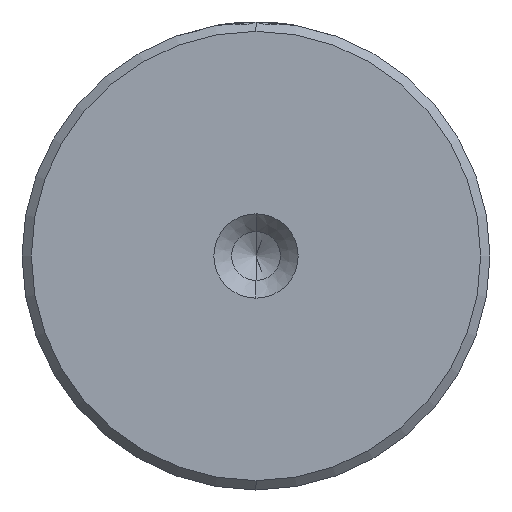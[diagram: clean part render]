
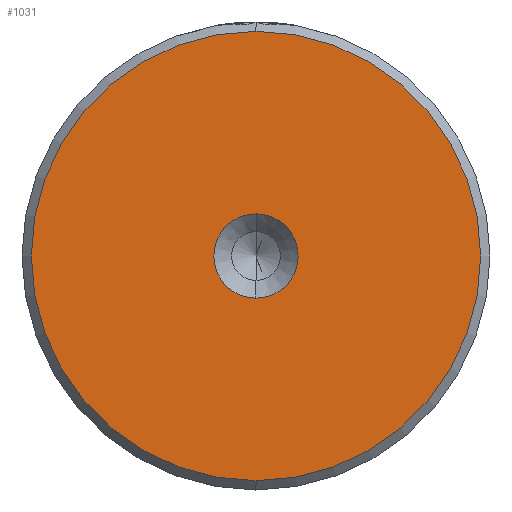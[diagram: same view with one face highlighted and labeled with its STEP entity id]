
A CAD part, left-side view. The second image highlights one B-rep face of the part: STEP entity #1031.
In plain terms, the highlighted planar face has unit normal (-1, 0, 0).
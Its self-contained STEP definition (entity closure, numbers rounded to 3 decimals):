
#3 = CARTESIAN_POINT ( 'NONE',  ( 0., 0., 0. ) ) ;
#77 = DIRECTION ( 'NONE',  ( 0., 0., 1. ) ) ;
#126 = EDGE_LOOP ( 'NONE', ( #567, #1952 ) ) ;
#204 = DIRECTION ( 'NONE',  ( 0., 0., 1. ) ) ;
#225 = EDGE_CURVE ( 'NONE', #610, #353, #1393, .T. ) ;
#301 = FACE_OUTER_BOUND ( 'NONE', #126, .T. ) ;
#303 = CARTESIAN_POINT ( 'NONE',  ( 0., 0., 0. ) ) ;
#353 = VERTEX_POINT ( 'NONE', #731 ) ;
#388 = ORIENTED_EDGE ( 'NONE', *, *, #1595, .F. ) ;
#432 = AXIS2_PLACEMENT_3D ( 'NONE', #3, #1325, #204 ) ;
#440 = AXIS2_PLACEMENT_3D ( 'NONE', #1805, #716, #1982 ) ;
#506 = AXIS2_PLACEMENT_3D ( 'NONE', #1692, #1679, #1669 ) ;
#567 = ORIENTED_EDGE ( 'NONE', *, *, #918, .T. ) ;
#610 = VERTEX_POINT ( 'NONE', #1321 ) ;
#716 = DIRECTION ( 'NONE',  ( -1., 0., 0. ) ) ;
#731 = CARTESIAN_POINT ( 'NONE',  ( 0., 0., -2.25 ) ) ;
#789 = VERTEX_POINT ( 'NONE', #925 ) ;
#812 = CARTESIAN_POINT ( 'NONE',  ( 0., 0., 12. ) ) ;
#875 = DIRECTION ( 'NONE',  ( 0., 0., 1. ) ) ;
#918 = EDGE_CURVE ( 'NONE', #789, #1707, #1895, .T. ) ;
#925 = CARTESIAN_POINT ( 'NONE',  ( 0., 0., -12. ) ) ;
#1031 = ADVANCED_FACE ( 'NONE', ( #301, #1451 ), #1237, .T. ) ;
#1073 = EDGE_CURVE ( 'NONE', #1707, #789, #1589, .T. ) ;
#1108 = AXIS2_PLACEMENT_3D ( 'NONE', #2314, #1217, #77 ) ;
#1217 = DIRECTION ( 'NONE',  ( -1., 0., 0. ) ) ;
#1237 = PLANE ( 'NONE',  #2091 ) ;
#1321 = CARTESIAN_POINT ( 'NONE',  ( 0., 0., 2.25 ) ) ;
#1325 = DIRECTION ( 'NONE',  ( -1., 0., 0. ) ) ;
#1393 = CIRCLE ( 'NONE', #506, 2.25 ) ;
#1451 = FACE_BOUND ( 'NONE', #1700, .T. ) ;
#1589 = CIRCLE ( 'NONE', #440, 12. ) ;
#1595 = EDGE_CURVE ( 'NONE', #353, #610, #1966, .T. ) ;
#1617 = ORIENTED_EDGE ( 'NONE', *, *, #225, .F. ) ;
#1669 = DIRECTION ( 'NONE',  ( 0., 0., 1. ) ) ;
#1679 = DIRECTION ( 'NONE',  ( -1., 0., 0. ) ) ;
#1692 = CARTESIAN_POINT ( 'NONE',  ( 0., 0., 0. ) ) ;
#1700 = EDGE_LOOP ( 'NONE', ( #1617, #388 ) ) ;
#1707 = VERTEX_POINT ( 'NONE', #812 ) ;
#1805 = CARTESIAN_POINT ( 'NONE',  ( 0., 0., 0. ) ) ;
#1895 = CIRCLE ( 'NONE', #1108, 12. ) ;
#1952 = ORIENTED_EDGE ( 'NONE', *, *, #1073, .T. ) ;
#1955 = DIRECTION ( 'NONE',  ( -1., 0., 0. ) ) ;
#1966 = CIRCLE ( 'NONE', #432, 2.25 ) ;
#1982 = DIRECTION ( 'NONE',  ( 0., 0., 1. ) ) ;
#2091 = AXIS2_PLACEMENT_3D ( 'NONE', #303, #1955, #875 ) ;
#2314 = CARTESIAN_POINT ( 'NONE',  ( 0., 0., 0. ) ) ;
